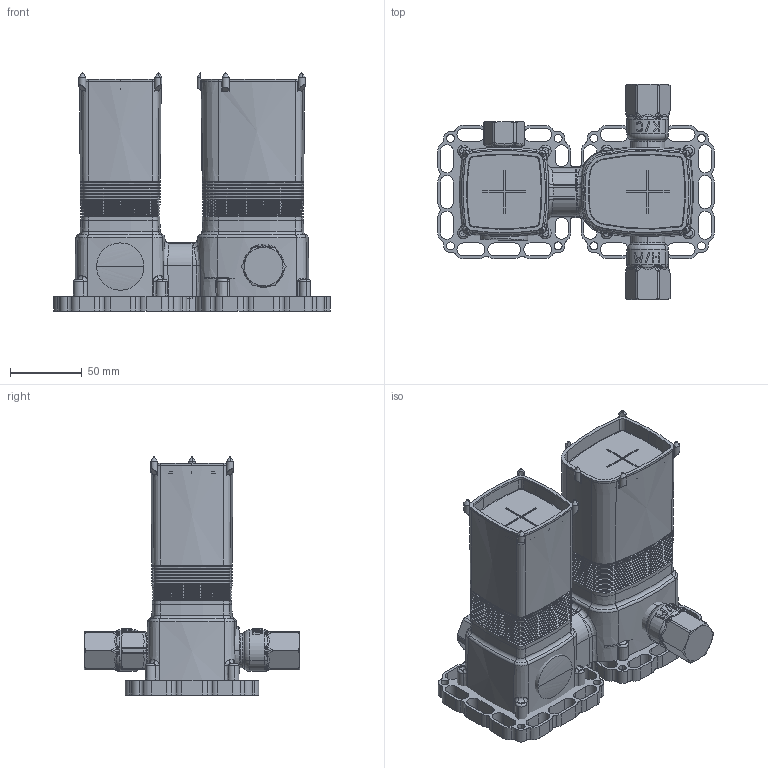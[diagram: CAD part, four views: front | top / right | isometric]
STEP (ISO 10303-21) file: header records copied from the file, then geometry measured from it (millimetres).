
FILE_DESCRIPTION (( 'STEP AP203' ), '1' );
FILE_NAME ('44020100.STEP', '2019-01-07T08:01:36', ( '' ), ( '' ), 'SwSTEP 2.0', 'SolidWorks 2016', '' );
FILE_SCHEMA (( 'CONFIG_CONTROL_DESIGN' ));
Length unit declared in the file: millimetre
Products named in the file (1): 44020100
Bounding box: 193 x 150 x 166 mm (x, y, z)
Volume: 734899.4 mm3; surface area: 226674 mm2
Topology: 11 solids, 11 shells, 2296 faces, 5577 edges, 3309 vertices
Faces by surface type: cone 953, torus 542, plane 359, cylinder 281, bspline 137, sphere 24
Entity records: 81983 total; most frequent: CARTESIAN_POINT 27804, DIRECTION 12229, ORIENTED_EDGE 11130, EDGE_CURVE 5565, AXIS2_PLACEMENT_3D 5127, VERTEX_POINT 3309, CIRCLE 2967, EDGE_LOOP 2378
